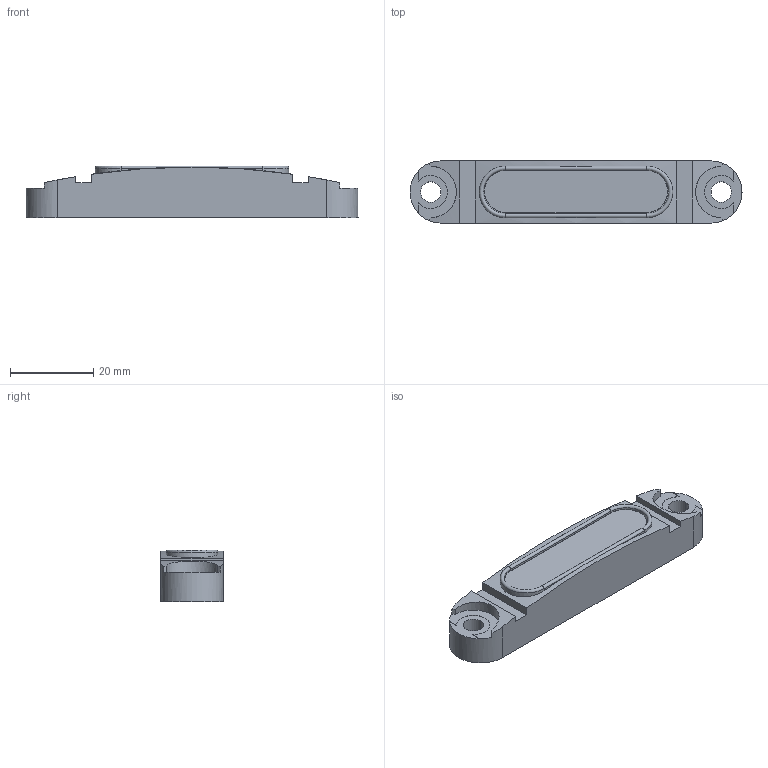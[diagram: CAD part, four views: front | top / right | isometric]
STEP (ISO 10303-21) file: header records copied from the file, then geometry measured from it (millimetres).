
FILE_DESCRIPTION((''),'2;1');
FILE_NAME('ILC33012041','2025-01-23T08:00:14',('BCoats'),(''),'CREO PARAMETRIC BY PTC INC, 2021164','CREO PARAMETRIC BY PTC INC, 2021164','');
FILE_SCHEMA(('AUTOMOTIVE_DESIGN { 1 0 10303 214 1 1 1 1 }'));
Length unit declared in the file: inch
Products named in the file (1): ILC33012041
Bounding box: 80 x 15 x 12.5 mm (x, y, z)
Volume: 10474.6 mm3; surface area: 5708.8 mm2
Topology: 1 solids, 1 shells, 56 faces, 160 edges, 108 vertices
Faces by surface type: plane 33, cylinder 21, torus 2
Entity records: 2143 total; most frequent: CARTESIAN_POINT 449, DIRECTION 347, ORIENTED_EDGE 320, EDGE_CURVE 160, AXIS2_PLACEMENT_3D 130, VERTEX_POINT 108, VECTOR 84, LINE 84
